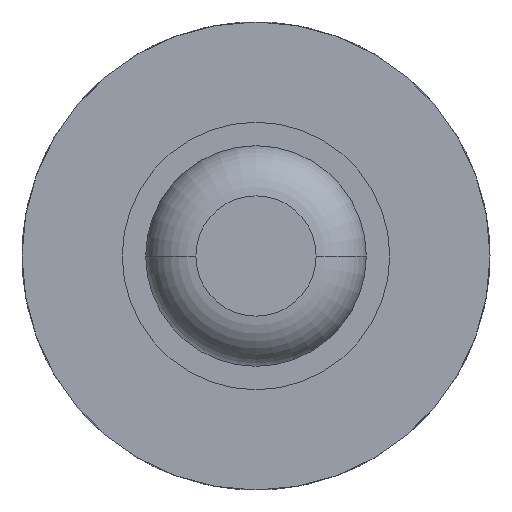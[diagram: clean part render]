
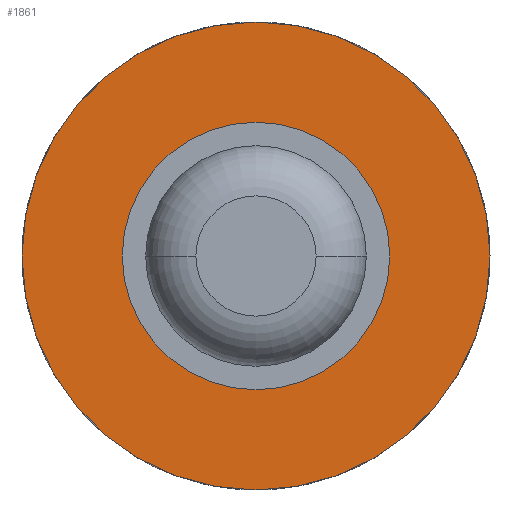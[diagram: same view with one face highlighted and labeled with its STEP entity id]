
A CAD part, front view. The second image highlights one B-rep face of the part: STEP entity #1861.
In plain terms, the highlighted planar face has unit normal (0, -1, 0).
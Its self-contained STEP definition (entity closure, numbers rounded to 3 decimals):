
#33 = DIRECTION ( 'NONE',  ( 0., 1., 0. ) ) ;
#78 = DIRECTION ( 'NONE',  ( -1., 0., 0. ) ) ;
#132 = PLANE ( 'NONE',  #2880 ) ;
#227 = CARTESIAN_POINT ( 'NONE',  ( 0., 5., 0. ) ) ;
#288 = CARTESIAN_POINT ( 'NONE',  ( 0., 5., 0. ) ) ;
#401 = VERTEX_POINT ( 'NONE', #3588 ) ;
#537 = ORIENTED_EDGE ( 'NONE', *, *, #1182, .T. ) ;
#839 = ORIENTED_EDGE ( 'NONE', *, *, #2958, .F. ) ;
#895 = EDGE_CURVE ( 'Defeature ausgef�hrt1_32+Defeature ausgef�hrt1_33+Defeature ausgef�hrt1_33+Defeature ausgef�hrt1_33', #5530, #1578, #2648, .T. ) ;
#971 = CIRCLE ( 'NONE', #4553, 1.75 ) ;
#1015 = DIRECTION ( 'NONE',  ( 0., 1., 0. ) ) ;
#1099 = CARTESIAN_POINT ( 'NONE',  ( 1.75, 5., 0. ) ) ;
#1182 = EDGE_CURVE ( 'Defeature ausgef�hrt1_33+Defeature ausgef�hrt1_11+Defeature ausgef�hrt1_11+Defeature ausgef�hrt1_11', #401, #1750, #3115, .T. ) ;
#1258 = EDGE_LOOP ( 'NONE', ( #839, #2150 ) ) ;
#1578 = VERTEX_POINT ( 'NONE', #4675 ) ;
#1592 = DIRECTION ( 'NONE',  ( -1., 0., 0. ) ) ;
#1672 = ORIENTED_EDGE ( 'NONE', *, *, #5121, .T. ) ;
#1750 = VERTEX_POINT ( 'NONE', #2398 ) ;
#1798 = DIRECTION ( 'NONE',  ( -1., 0., 0. ) ) ;
#1861 = ADVANCED_FACE ( 'Defeature ausgef�hrt1_33', ( #4185, #2512 ), #132, .F. ) ;
#2150 = ORIENTED_EDGE ( 'NONE', *, *, #895, .F. ) ;
#2398 = CARTESIAN_POINT ( 'NONE',  ( -0.64, 5., 0. ) ) ;
#2512 = FACE_BOUND ( 'NONE', #2640, .T. ) ;
#2640 = EDGE_LOOP ( 'NONE', ( #1672, #537 ) ) ;
#2648 = CIRCLE ( 'NONE', #5937, 1.75 ) ;
#2782 = CARTESIAN_POINT ( 'NONE',  ( 0., 5., 0. ) ) ;
#2819 = DIRECTION ( 'NONE',  ( -1., 0., 0. ) ) ;
#2880 = AXIS2_PLACEMENT_3D ( 'NONE', #3752, #1015, #78 ) ;
#2958 = EDGE_CURVE ( 'Defeature ausgef�hrt1_32+Defeature ausgef�hrt1_33+Defeature ausgef�hrt1_33+Defeature ausgef�hrt1_33', #1578, #5530, #971, .T. ) ;
#3115 = CIRCLE ( 'NONE', #3456, 0.64 ) ;
#3153 = DIRECTION ( 'NONE',  ( 0., 1., 0. ) ) ;
#3456 = AXIS2_PLACEMENT_3D ( 'NONE', #2782, #33, #2819 ) ;
#3555 = CARTESIAN_POINT ( 'NONE',  ( 0., 5., 0. ) ) ;
#3588 = CARTESIAN_POINT ( 'NONE',  ( 0.64, 5., 0. ) ) ;
#3752 = CARTESIAN_POINT ( 'NONE',  ( 1.75, 5., 0. ) ) ;
#3897 = DIRECTION ( 'NONE',  ( 0., 1., 0. ) ) ;
#4185 = FACE_OUTER_BOUND ( 'NONE', #1258, .T. ) ;
#4553 = AXIS2_PLACEMENT_3D ( 'NONE', #227, #3897, #1592 ) ;
#4675 = CARTESIAN_POINT ( 'NONE',  ( -1.75, 5., 0. ) ) ;
#4891 = DIRECTION ( 'NONE',  ( -1., 0., 0. ) ) ;
#5121 = EDGE_CURVE ( 'Defeature ausgef�hrt1_33+Defeature ausgef�hrt1_11+Defeature ausgef�hrt1_11+Defeature ausgef�hrt1_11', #1750, #401, #5258, .T. ) ;
#5258 = CIRCLE ( 'NONE', #5870, 0.64 ) ;
#5530 = VERTEX_POINT ( 'NONE', #1099 ) ;
#5773 = DIRECTION ( 'NONE',  ( 0., 1., 0. ) ) ;
#5870 = AXIS2_PLACEMENT_3D ( 'NONE', #3555, #3153, #1798 ) ;
#5937 = AXIS2_PLACEMENT_3D ( 'NONE', #288, #5773, #4891 ) ;
